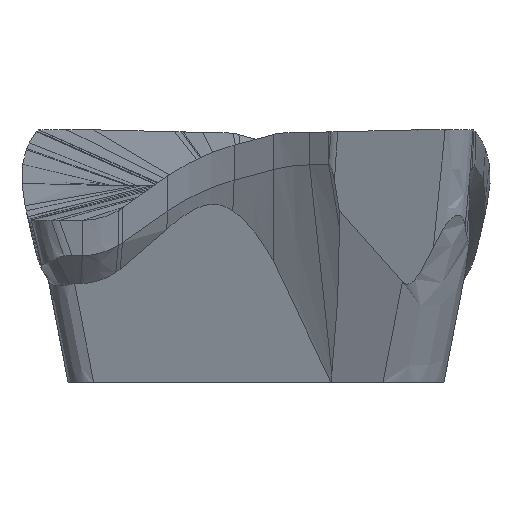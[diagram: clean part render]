
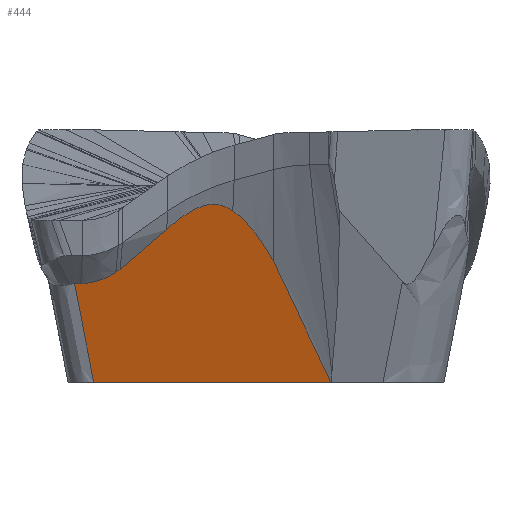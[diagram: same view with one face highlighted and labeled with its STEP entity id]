
A CAD part, left-side view. The second image highlights one B-rep face of the part: STEP entity #444.
In plain terms, the highlighted planar face has unit normal (-0.962, 0.084, -0.259).
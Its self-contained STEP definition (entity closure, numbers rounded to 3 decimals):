
#276=FACE_OUTER_BOUND('',#646,.T.);
#444=ADVANCED_FACE('',(#276),#527,.F.);
#527=PLANE('',#3215);
#646=EDGE_LOOP('',(#1444,#1445,#1446,#1447,#1448,#1449,#1450,#1451,#1452));
#809=LINE('',#7310,#941);
#810=LINE('',#7312,#942);
#941=VECTOR('',#3363,1.);
#942=VECTOR('',#3364,1.);
#1444=ORIENTED_EDGE('',*,*,#2381,.F.);
#1445=ORIENTED_EDGE('',*,*,#2377,.F.);
#1446=ORIENTED_EDGE('',*,*,#2375,.T.);
#1447=ORIENTED_EDGE('',*,*,#2373,.T.);
#1448=ORIENTED_EDGE('',*,*,#2371,.F.);
#1449=ORIENTED_EDGE('',*,*,#2382,.T.);
#1450=ORIENTED_EDGE('',*,*,#2383,.F.);
#1451=ORIENTED_EDGE('',*,*,#2384,.F.);
#1452=ORIENTED_EDGE('',*,*,#2385,.T.);
#2023=VERTEX_POINT('',#7080);
#2024=VERTEX_POINT('',#7088);
#2025=VERTEX_POINT('',#7127);
#2026=VERTEX_POINT('',#7172);
#2027=VERTEX_POINT('',#7220);
#2029=VERTEX_POINT('',#7257);
#2030=VERTEX_POINT('',#7304);
#2031=VERTEX_POINT('',#7309);
#2032=VERTEX_POINT('',#7311);
#2371=EDGE_CURVE('',#2023,#2024,#2924,.T.);
#2373=EDGE_CURVE('',#2025,#2024,#2926,.T.);
#2375=EDGE_CURVE('',#2026,#2025,#2927,.T.);
#2377=EDGE_CURVE('',#2026,#2027,#2928,.T.);
#2381=EDGE_CURVE('',#2027,#2029,#2930,.T.);
#2382=EDGE_CURVE('',#2023,#2030,#2931,.T.);
#2383=EDGE_CURVE('',#2031,#2030,#2932,.T.);
#2384=EDGE_CURVE('',#2032,#2031,#809,.T.);
#2385=EDGE_CURVE('',#2032,#2029,#810,.T.);
#2924=B_SPLINE_CURVE_WITH_KNOTS('',3,(#7081,#7082,#7083,#7084,#7085,#7086,
#7087),.UNSPECIFIED.,.F.,.F.,(4,3,4),(0.,0.5,1.),
 .UNSPECIFIED.);
#2926=B_SPLINE_CURVE_WITH_KNOTS('',3,(#7117,#7118,#7119,#7120,#7121,#7122,
#7123,#7124,#7125,#7126),.UNSPECIFIED.,.F.,.F.,(4,3,3,4),(0.,0.335,
0.667,1.),.UNSPECIFIED.);
#2927=B_SPLINE_CURVE_WITH_KNOTS('',3,(#7153,#7154,#7155,#7156,#7157,#7158,
#7159,#7160,#7161,#7162,#7163,#7164,#7165,#7166,#7167,#7168,#7169,#7170,
#7171),.UNSPECIFIED.,.F.,.F.,(4,1,1,1,1,1,1,1,1,1,1,1,1,1,1,1,4),(0.,0.063,
0.125,0.188,0.25,0.313,0.375,0.438,0.5,0.563,0.625,0.688,0.75,0.813,
0.875,0.938,1.),.UNSPECIFIED.);
#2928=B_SPLINE_CURVE_WITH_KNOTS('',3,(#7210,#7211,#7212,#7213,#7214,#7215,
#7216,#7217,#7218,#7219),.UNSPECIFIED.,.F.,.F.,(4,1,1,1,1,1,1,4),(0.,0.143,
0.286,0.429,0.571,0.714,0.857,
1.),.UNSPECIFIED.);
#2930=B_SPLINE_CURVE_WITH_KNOTS('',3,(#7259,#7260,#7261,#7262,#7263,#7264,
#7265,#7266,#7267,#7268),.UNSPECIFIED.,.F.,.F.,(4,1,1,1,1,1,1,4),(0.,0.143,
0.286,0.429,0.571,0.714,0.857,
1.),.UNSPECIFIED.);
#2931=B_SPLINE_CURVE_WITH_KNOTS('',3,(#7297,#7298,#7299,#7300,#7301,#7302,
#7303),.UNSPECIFIED.,.F.,.F.,(4,3,4),(0.,0.525,1.),
 .UNSPECIFIED.);
#2932=B_SPLINE_CURVE_WITH_KNOTS('',3,(#7305,#7306,#7307,#7308),
 .UNSPECIFIED.,.F.,.F.,(4,4),(0.,1.),.UNSPECIFIED.);
#3215=AXIS2_PLACEMENT_3D('',#7313,#3365,#3366);
#3363=DIRECTION('',(-0.24,0.185,0.953));
#3364=DIRECTION('',(-0.087,-0.996,0.));
#3365=DIRECTION('',(0.962,-0.084,0.259));
#3366=DIRECTION('',(-0.258,0.023,0.966));
#7080=CARTESIAN_POINT('',(-4.643,2.001,-2.035));
#7081=CARTESIAN_POINT('',(-4.643,2.001,-2.035));
#7082=CARTESIAN_POINT('',(-4.645,1.99,-2.028));
#7083=CARTESIAN_POINT('',(-4.648,1.98,-2.021));
#7084=CARTESIAN_POINT('',(-4.651,1.97,-2.013));
#7085=CARTESIAN_POINT('',(-4.654,1.96,-2.006));
#7086=CARTESIAN_POINT('',(-4.657,1.949,-1.998));
#7087=CARTESIAN_POINT('',(-4.66,1.94,-1.99));
#7088=CARTESIAN_POINT('',(-4.66,1.939,-1.991));
#7117=CARTESIAN_POINT('',(-4.871,1.275,-1.423));
#7118=CARTESIAN_POINT('',(-4.847,1.347,-1.488));
#7119=CARTESIAN_POINT('',(-4.823,1.419,-1.554));
#7120=CARTESIAN_POINT('',(-4.799,1.492,-1.618));
#7121=CARTESIAN_POINT('',(-4.776,1.565,-1.682));
#7122=CARTESIAN_POINT('',(-4.752,1.638,-1.745));
#7123=CARTESIAN_POINT('',(-4.729,1.713,-1.808));
#7124=CARTESIAN_POINT('',(-4.706,1.787,-1.87));
#7125=CARTESIAN_POINT('',(-4.683,1.863,-1.931));
#7126=CARTESIAN_POINT('',(-4.66,1.939,-1.991));
#7127=CARTESIAN_POINT('',(-4.871,1.275,-1.423));
#7153=CARTESIAN_POINT('',(-5.026,0.331,-1.154));
#7154=CARTESIAN_POINT('',(-5.027,0.347,-1.143));
#7155=CARTESIAN_POINT('',(-5.03,0.378,-1.124));
#7156=CARTESIAN_POINT('',(-5.032,0.424,-1.102));
#7157=CARTESIAN_POINT('',(-5.032,0.468,-1.085));
#7158=CARTESIAN_POINT('',(-5.032,0.511,-1.073));
#7159=CARTESIAN_POINT('',(-5.03,0.555,-1.066));
#7160=CARTESIAN_POINT('',(-5.027,0.6,-1.063));
#7161=CARTESIAN_POINT('',(-5.022,0.646,-1.064));
#7162=CARTESIAN_POINT('',(-5.016,0.695,-1.071));
#7163=CARTESIAN_POINT('',(-5.008,0.748,-1.083));
#7164=CARTESIAN_POINT('',(-4.998,0.806,-1.102));
#7165=CARTESIAN_POINT('',(-4.986,0.869,-1.128));
#7166=CARTESIAN_POINT('',(-4.97,0.937,-1.165));
#7167=CARTESIAN_POINT('',(-4.951,1.012,-1.211));
#7168=CARTESIAN_POINT('',(-4.928,1.093,-1.269));
#7169=CARTESIAN_POINT('',(-4.902,1.18,-1.338));
#7170=CARTESIAN_POINT('',(-4.882,1.243,-1.393));
#7171=CARTESIAN_POINT('',(-4.871,1.275,-1.423));
#7172=CARTESIAN_POINT('',(-5.026,0.331,-1.154));
#7210=CARTESIAN_POINT('',(-5.026,0.331,-1.154));
#7211=CARTESIAN_POINT('',(-5.023,0.308,-1.17));
#7212=CARTESIAN_POINT('',(-5.018,0.261,-1.204));
#7213=CARTESIAN_POINT('',(-5.007,0.188,-1.269));
#7214=CARTESIAN_POINT('',(-4.992,0.11,-1.35));
#7215=CARTESIAN_POINT('',(-4.973,0.028,-1.447));
#7216=CARTESIAN_POINT('',(-4.949,-0.059,-1.565));
#7217=CARTESIAN_POINT('',(-4.92,-0.149,-1.703));
#7218=CARTESIAN_POINT('',(-4.897,-0.213,-1.81));
#7219=CARTESIAN_POINT('',(-4.884,-0.246,-1.868));
#7220=CARTESIAN_POINT('',(-4.884,-0.246,-1.868));
#7257=CARTESIAN_POINT('',(-4.49,-1.069,-3.6));
#7259=CARTESIAN_POINT('',(-4.884,-0.246,-1.868));
#7260=CARTESIAN_POINT('',(-4.871,-0.279,-1.927));
#7261=CARTESIAN_POINT('',(-4.843,-0.346,-2.053));
#7262=CARTESIAN_POINT('',(-4.796,-0.45,-2.264));
#7263=CARTESIAN_POINT('',(-4.743,-0.56,-2.496));
#7264=CARTESIAN_POINT('',(-4.685,-0.676,-2.747));
#7265=CARTESIAN_POINT('',(-4.624,-0.799,-3.016));
#7266=CARTESIAN_POINT('',(-4.559,-0.929,-3.3));
#7267=CARTESIAN_POINT('',(-4.513,-1.021,-3.498));
#7268=CARTESIAN_POINT('',(-4.49,-1.069,-3.6));
#7297=CARTESIAN_POINT('',(-4.643,2.001,-2.035));
#7298=CARTESIAN_POINT('',(-4.622,2.077,-2.086));
#7299=CARTESIAN_POINT('',(-4.604,2.162,-2.127));
#7300=CARTESIAN_POINT('',(-4.589,2.251,-2.154));
#7301=CARTESIAN_POINT('',(-4.575,2.332,-2.178));
#7302=CARTESIAN_POINT('',(-4.564,2.417,-2.191));
#7303=CARTESIAN_POINT('',(-4.556,2.502,-2.193));
#7304=CARTESIAN_POINT('',(-4.556,2.502,-2.193));
#7305=CARTESIAN_POINT('',(-4.548,2.588,-2.195));
#7306=CARTESIAN_POINT('',(-4.551,2.559,-2.194));
#7307=CARTESIAN_POINT('',(-4.554,2.53,-2.194));
#7308=CARTESIAN_POINT('',(-4.556,2.502,-2.193));
#7309=CARTESIAN_POINT('',(-4.548,2.588,-2.195));
#7310=CARTESIAN_POINT('',(-4.194,2.315,-3.6));
#7311=CARTESIAN_POINT('',(-4.194,2.315,-3.6));
#7312=CARTESIAN_POINT('',(-4.194,2.315,-3.6));
#7313=CARTESIAN_POINT('',(-4.728,5.433,-0.6));
